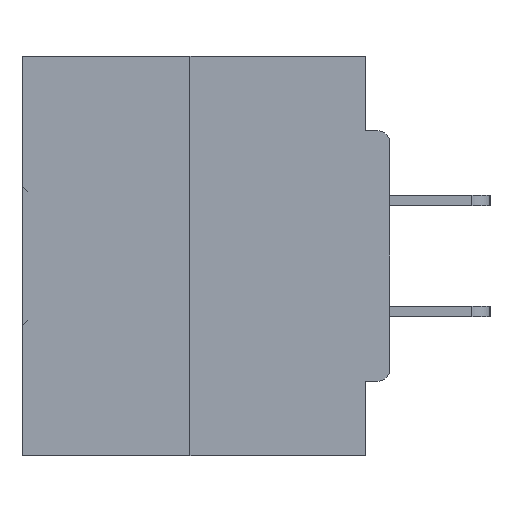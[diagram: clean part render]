
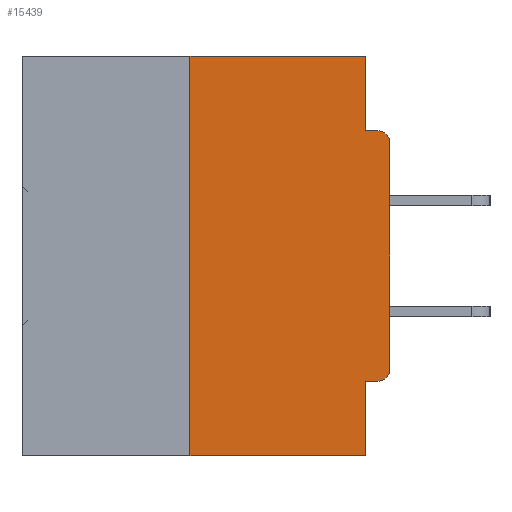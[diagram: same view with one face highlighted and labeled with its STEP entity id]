
A CAD part, left-side view. The second image highlights one B-rep face of the part: STEP entity #15439.
In plain terms, the highlighted planar face has unit normal (-1, 0, 0).
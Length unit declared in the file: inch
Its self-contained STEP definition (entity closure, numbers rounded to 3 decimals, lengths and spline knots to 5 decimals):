
#164 = LINE ( 'NONE', #14317, #488 ) ;
#488 = VECTOR ( 'NONE', #35404, 39.37008 ) ;
#844 = VERTEX_POINT ( 'NONE', #5799 ) ;
#942 = LINE ( 'NONE', #7926, #44034 ) ;
#1869 = LINE ( 'NONE', #22961, #28378 ) ;
#2464 = EDGE_CURVE ( 'NONE', #7075, #9255, #29385, .T. ) ;
#2845 = CARTESIAN_POINT ( 'NONE',  ( 0., 0., -0.1085 ) ) ;
#3269 = CARTESIAN_POINT ( 'NONE',  ( 0., 0.015, -0.3915 ) ) ;
#3276 = EDGE_CURVE ( 'NONE', #32602, #4610, #1869, .T. ) ;
#3303 = CARTESIAN_POINT ( 'NONE',  ( 0., 0.25, 0. ) ) ;
#3647 = CARTESIAN_POINT ( 'NONE',  ( 0., 0.031, -0.5 ) ) ;
#4610 = VERTEX_POINT ( 'NONE', #30733 ) ;
#5554 = EDGE_CURVE ( 'NONE', #34936, #844, #16106, .T. ) ;
#5589 = DIRECTION ( 'NONE',  ( 0., 0., -1. ) ) ;
#5603 = EDGE_CURVE ( 'NONE', #7075, #29238, #5852, .T. ) ;
#5638 = FACE_OUTER_BOUND ( 'NONE', #39603, .T. ) ;
#5799 = CARTESIAN_POINT ( 'NONE',  ( 0., 0., -0.3915 ) ) ;
#5852 = LINE ( 'NONE', #41948, #28698 ) ;
#7075 = VERTEX_POINT ( 'NONE', #26967 ) ;
#7281 = CARTESIAN_POINT ( 'NONE',  ( 0., 0.031, 0. ) ) ;
#7926 = CARTESIAN_POINT ( 'NONE',  ( 0., 0., -0.4065 ) ) ;
#8310 = DIRECTION ( 'NONE',  ( 0., 0., 1. ) ) ;
#9255 = VERTEX_POINT ( 'NONE', #3303 ) ;
#9571 = DIRECTION ( 'NONE',  ( 1., 0., 0. ) ) ;
#10254 = CARTESIAN_POINT ( 'NONE',  ( 0., 0.031, -0.4065 ) ) ;
#10781 = ORIENTED_EDGE ( 'NONE', *, *, #5603, .T. ) ;
#11080 = ORIENTED_EDGE ( 'NONE', *, *, #17084, .F. ) ;
#11213 = ORIENTED_EDGE ( 'NONE', *, *, #35217, .T. ) ;
#11268 = CARTESIAN_POINT ( 'NONE',  ( 0., 0., -0.0935 ) ) ;
#11873 = ORIENTED_EDGE ( 'NONE', *, *, #13206, .F. ) ;
#12942 = DIRECTION ( 'NONE',  ( -1., 0., 0. ) ) ;
#13206 = EDGE_CURVE ( 'NONE', #9255, #32602, #164, .T. ) ;
#14171 = LINE ( 'NONE', #17655, #37379 ) ;
#14278 = DIRECTION ( 'NONE',  ( 0., -1., 0. ) ) ;
#14317 = CARTESIAN_POINT ( 'NONE',  ( 0., 0.46, 0. ) ) ;
#14688 = AXIS2_PLACEMENT_3D ( 'NONE', #34350, #9571, #41045 ) ;
#15439 = ADVANCED_FACE ( 'NONE', ( #5638 ), #19775, .F. ) ;
#16106 = CIRCLE ( 'NONE', #39026, 0.015 ) ;
#16589 = VECTOR ( 'NONE', #8310, 39.37008 ) ;
#17084 = EDGE_CURVE ( 'NONE', #34936, #39702, #942, .T. ) ;
#17655 = CARTESIAN_POINT ( 'NONE',  ( 0., 0.031, -0.5 ) ) ;
#19364 = VECTOR ( 'NONE', #41389, 39.37008 ) ;
#19775 = PLANE ( 'NONE',  #14688 ) ;
#22159 = LINE ( 'NONE', #11268, #33436 ) ;
#22961 = CARTESIAN_POINT ( 'NONE',  ( 0., 0.031, 0. ) ) ;
#23597 = DIRECTION ( 'NONE',  ( 0., 0., -1. ) ) ;
#24485 = LINE ( 'NONE', #42068, #19364 ) ;
#25269 = CIRCLE ( 'NONE', #39302, 0.015 ) ;
#25521 = DIRECTION ( 'NONE',  ( 0., 1., 0. ) ) ;
#26816 = CARTESIAN_POINT ( 'NONE',  ( 0., 0.015, -0.1085 ) ) ;
#26967 = CARTESIAN_POINT ( 'NONE',  ( 0., 0.25, -0.5 ) ) ;
#27975 = ORIENTED_EDGE ( 'NONE', *, *, #3276, .F. ) ;
#28378 = VECTOR ( 'NONE', #5589, 39.37008 ) ;
#28698 = VECTOR ( 'NONE', #34114, 39.37008 ) ;
#28780 = ORIENTED_EDGE ( 'NONE', *, *, #35567, .F. ) ;
#29238 = VERTEX_POINT ( 'NONE', #3647 ) ;
#29385 = LINE ( 'NONE', #29606, #16589 ) ;
#29606 = CARTESIAN_POINT ( 'NONE',  ( 0., 0.25, 0. ) ) ;
#30733 = CARTESIAN_POINT ( 'NONE',  ( 0., 0.031, -0.0935 ) ) ;
#32602 = VERTEX_POINT ( 'NONE', #7281 ) ;
#33436 = VECTOR ( 'NONE', #14278, 39.37008 ) ;
#34114 = DIRECTION ( 'NONE',  ( 0., -1., 0. ) ) ;
#34350 = CARTESIAN_POINT ( 'NONE',  ( 0., 0.46, 0. ) ) ;
#34567 = DIRECTION ( 'NONE',  ( 0., 0., -1. ) ) ;
#34936 = VERTEX_POINT ( 'NONE', #45157 ) ;
#35016 = DIRECTION ( 'NONE',  ( -1., 0., 0. ) ) ;
#35217 = EDGE_CURVE ( 'NONE', #40778, #36267, #25269, .T. ) ;
#35381 = EDGE_CURVE ( 'NONE', #844, #40778, #24485, .T. ) ;
#35404 = DIRECTION ( 'NONE',  ( 0., -1., 0. ) ) ;
#35567 = EDGE_CURVE ( 'NONE', #4610, #36267, #22159, .T. ) ;
#35857 = ORIENTED_EDGE ( 'NONE', *, *, #2464, .F. ) ;
#36267 = VERTEX_POINT ( 'NONE', #41742 ) ;
#36571 = ORIENTED_EDGE ( 'NONE', *, *, #5554, .T. ) ;
#37379 = VECTOR ( 'NONE', #45455, 39.37008 ) ;
#38446 = ORIENTED_EDGE ( 'NONE', *, *, #35381, .T. ) ;
#39026 = AXIS2_PLACEMENT_3D ( 'NONE', #3269, #35016, #34567 ) ;
#39302 = AXIS2_PLACEMENT_3D ( 'NONE', #26816, #12942, #23597 ) ;
#39603 = EDGE_LOOP ( 'NONE', ( #11873, #35857, #10781, #41657, #11080, #36571, #38446, #11213, #28780, #27975 ) ) ;
#39702 = VERTEX_POINT ( 'NONE', #10254 ) ;
#40778 = VERTEX_POINT ( 'NONE', #2845 ) ;
#40890 = EDGE_CURVE ( 'NONE', #39702, #29238, #14171, .T. ) ;
#41045 = DIRECTION ( 'NONE',  ( 0., 0., -1. ) ) ;
#41389 = DIRECTION ( 'NONE',  ( 0., 0., 1. ) ) ;
#41657 = ORIENTED_EDGE ( 'NONE', *, *, #40890, .F. ) ;
#41742 = CARTESIAN_POINT ( 'NONE',  ( 0., 0.015, -0.0935 ) ) ;
#41948 = CARTESIAN_POINT ( 'NONE',  ( 0., 0.46, -0.5 ) ) ;
#42068 = CARTESIAN_POINT ( 'NONE',  ( 0., 0., 0. ) ) ;
#44034 = VECTOR ( 'NONE', #25521, 39.37008 ) ;
#45157 = CARTESIAN_POINT ( 'NONE',  ( 0., 0.015, -0.4065 ) ) ;
#45455 = DIRECTION ( 'NONE',  ( 0., 0., -1. ) ) ;
